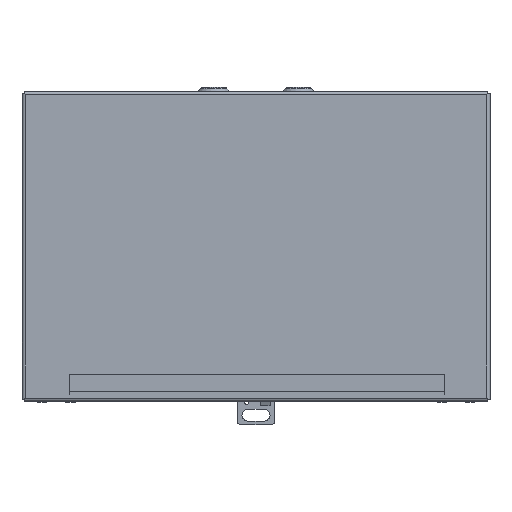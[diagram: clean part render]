
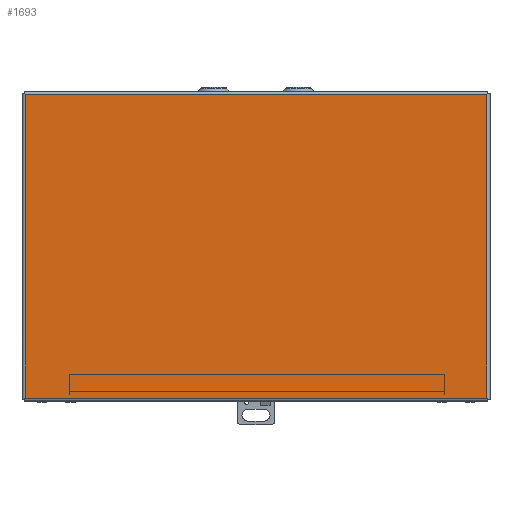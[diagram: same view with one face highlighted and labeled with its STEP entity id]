
A CAD part, top view. The second image highlights one B-rep face of the part: STEP entity #1693.
In plain terms, the highlighted planar face has unit normal (0, 0, 1).
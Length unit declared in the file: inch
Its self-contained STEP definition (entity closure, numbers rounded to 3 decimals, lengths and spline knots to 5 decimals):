
#55 = VERTEX_POINT ( 'NONE', #2295 ) ;
#190 = DIRECTION ( 'NONE',  ( 0., 0., 1. ) ) ;
#1567 = ORIENTED_EDGE ( 'NONE', *, *, #15556, .F. ) ;
#1693 = ADVANCED_FACE ( 'NONE', ( #19749 ), #11402, .T. ) ;
#2191 = DIRECTION ( 'NONE',  ( -1., 0., 0. ) ) ;
#2295 = CARTESIAN_POINT ( 'NONE',  ( -6.1585, -0.029, 6.0285 ) ) ;
#2590 = EDGE_CURVE ( 'NONE', #55, #5221, #8358, .T. ) ;
#3764 = CARTESIAN_POINT ( 'NONE',  ( -6.1585, -8.135, 6.0285 ) ) ;
#5088 = VERTEX_POINT ( 'NONE', #6050 ) ;
#5221 = VERTEX_POINT ( 'NONE', #9008 ) ;
#5348 = DIRECTION ( 'NONE',  ( 0., 1., 0. ) ) ;
#6050 = CARTESIAN_POINT ( 'NONE',  ( 6.1585, -8.135, 6.0285 ) ) ;
#6562 = VECTOR ( 'NONE', #5348, 39.37008 ) ;
#7503 = EDGE_CURVE ( 'NONE', #5088, #13413, #11874, .T. ) ;
#8240 = CARTESIAN_POINT ( 'NONE',  ( -6.1585, -0.029, 6.0285 ) ) ;
#8358 = LINE ( 'NONE', #8240, #14195 ) ;
#8390 = AXIS2_PLACEMENT_3D ( 'NONE', #18045, #190, #2191 ) ;
#8425 = LINE ( 'NONE', #3764, #6562 ) ;
#9008 = CARTESIAN_POINT ( 'NONE',  ( 6.1585, -0.029, 6.0285 ) ) ;
#9532 = DIRECTION ( 'NONE',  ( 0., -1., 0. ) ) ;
#9958 = VECTOR ( 'NONE', #18312, 39.37008 ) ;
#10162 = DIRECTION ( 'NONE',  ( 1., 0., 0. ) ) ;
#11402 = PLANE ( 'NONE',  #8390 ) ;
#11561 = EDGE_LOOP ( 'NONE', ( #18224, #18255, #1567, #13725 ) ) ;
#11576 = CARTESIAN_POINT ( 'NONE',  ( -6.1585, -8.135, 6.0285 ) ) ;
#11675 = EDGE_CURVE ( 'NONE', #13413, #55, #8425, .T. ) ;
#11874 = LINE ( 'NONE', #19915, #9958 ) ;
#13413 = VERTEX_POINT ( 'NONE', #11576 ) ;
#13725 = ORIENTED_EDGE ( 'NONE', *, *, #2590, .F. ) ;
#14179 = LINE ( 'NONE', #19253, #18418 ) ;
#14195 = VECTOR ( 'NONE', #10162, 39.37008 ) ;
#15556 = EDGE_CURVE ( 'NONE', #5221, #5088, #14179, .T. ) ;
#18045 = CARTESIAN_POINT ( 'NONE',  ( 6.1585, -0.029, 6.0285 ) ) ;
#18224 = ORIENTED_EDGE ( 'NONE', *, *, #11675, .F. ) ;
#18255 = ORIENTED_EDGE ( 'NONE', *, *, #7503, .F. ) ;
#18312 = DIRECTION ( 'NONE',  ( -1., 0., 0. ) ) ;
#18418 = VECTOR ( 'NONE', #9532, 39.37008 ) ;
#19253 = CARTESIAN_POINT ( 'NONE',  ( 6.1585, -0.029, 6.0285 ) ) ;
#19749 = FACE_OUTER_BOUND ( 'NONE', #11561, .T. ) ;
#19915 = CARTESIAN_POINT ( 'NONE',  ( 6.1585, -8.135, 6.0285 ) ) ;
